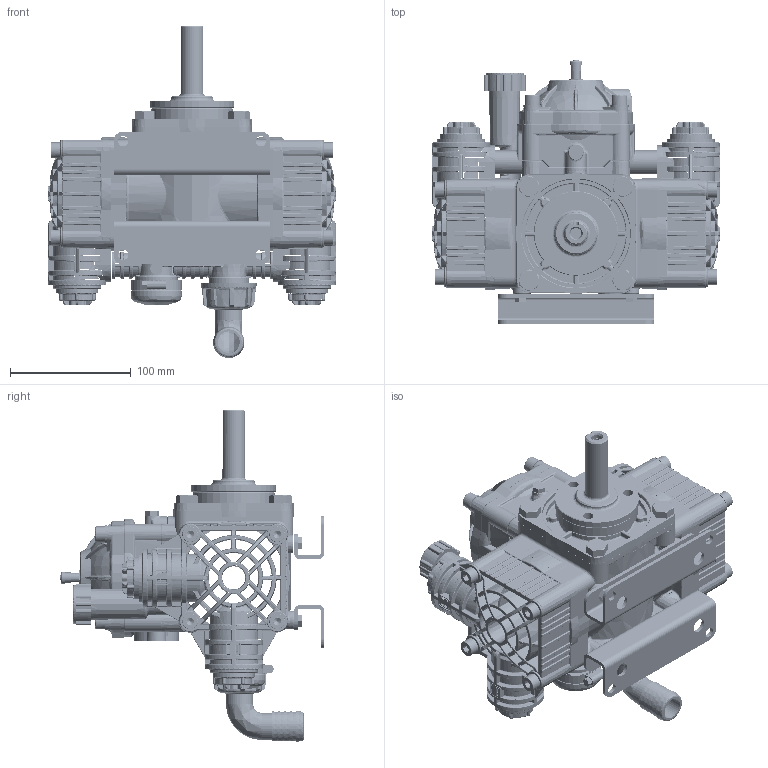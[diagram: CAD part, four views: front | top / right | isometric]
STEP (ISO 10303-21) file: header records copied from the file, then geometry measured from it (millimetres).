
FILE_DESCRIPTION (( 'STEP AP214' ), '1' );
FILE_NAME ('9915-DP302AP-A.STEP', '2022-04-26T15:58:00', ( '' ), ( '' ), 'SwSTEP 2.0', 'SolidWorks 2017', '' );
FILE_SCHEMA (( 'AUTOMOTIVE_DESIGN' ));
Length unit declared in the file: inch
Products named in the file (2): 9915-DP302AP-A
Bounding box: 238.4 x 219.02 x 275 mm (x, y, z)
Surface area: 369685.1 mm2 (no closed solid volume)
Topology: 0 solids, 2980 shells, 6676 faces, 26672 edges, 22371 vertices
Faces by surface type: bspline 2749, cylinder 1912, plane 1537, cone 417, torus 57, sphere 4
Entity records: 450229 total; most frequent: CARTESIAN_POINT 268121, ORIENTED_EDGE 34515, DIRECTION 27954, EDGE_CURVE 26297, VERTEX_POINT 22370, B_SPLINE_CURVE_WITH_KNOTS 11903, AXIS2_PLACEMENT_3D 10276, VECTOR 7402
